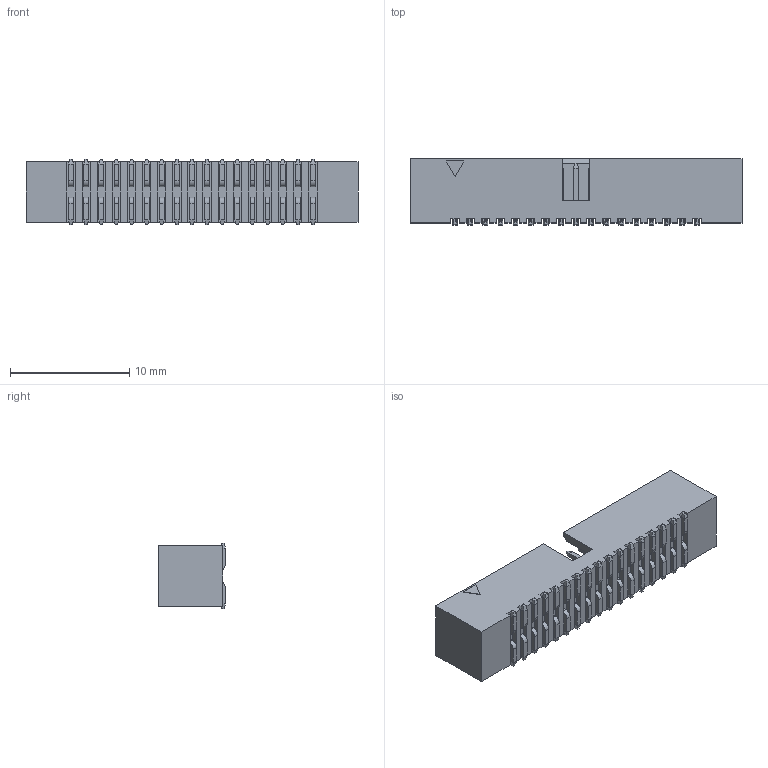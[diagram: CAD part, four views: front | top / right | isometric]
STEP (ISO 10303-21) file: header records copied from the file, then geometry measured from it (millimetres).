
FILE_DESCRIPTION (( 'STEP AP214' ), '1' );
FILE_NAME ('3220-34-0300.STEP', '2017-09-04T07:55:11', ( '' ), ( '' ), 'SwSTEP 2.0', 'SolidWorks 2016', '' );
FILE_SCHEMA (( 'AUTOMOTIVE_DESIGN' ));
Length unit declared in the file: millimetre
Products named in the file (3): 3220-34-0300; 00-T-SMT-34_�� 㬮�砭��; 00-H-34_�� 㬮�砭��
Assembly tree (2 placements, depth 2):
  3220-34-0300
    00-H-34_�� 㬮�砭��
    00-T-SMT-34_�� 㬮�砭��
Bounding box: 27.89 x 5.6 x 5.5 mm (x, y, z)
Volume: 426.5 mm3; surface area: 1259.9 mm2
Topology: 35 solids, 35 shells, 703 faces, 1620 edges, 988 vertices
Faces by surface type: plane 635, cylinder 68
Entity records: 19629 total; most frequent: CARTESIAN_POINT 3316, ORIENTED_EDGE 3240, DIRECTION 3172, EDGE_CURVE 1620, LINE 1484, VECTOR 1484, VERTEX_POINT 988, AXIS2_PLACEMENT_3D 844
